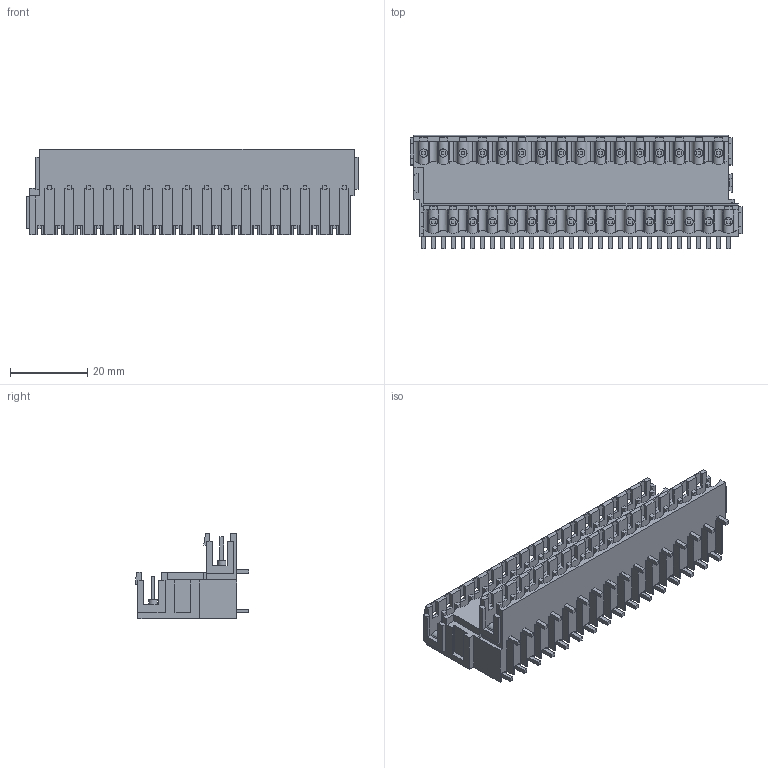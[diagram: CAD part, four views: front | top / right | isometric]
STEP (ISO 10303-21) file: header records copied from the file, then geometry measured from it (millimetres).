
FILE_DESCRIPTION(('CATIA V5 STEP Exchange','CAx-IF Rec.Pracs.--- Model Styling and Organization---1.2---2011-12-15'),'2;1');
FILE_NAME ('D1454986_0_1726420000_1726420000.stp','2017-09-26T13:19:28+00:00',('none'),('Weidmueller'),'CATIA Version 5-6 Release 2014','CATIA V5 STEP AP214','none');
FILE_SCHEMA(('AUTOMOTIVE_DESIGN { 1 0 10303 214 1 1 1 1 }'));
Length unit declared in the file: millimetre
Products named in the file (1): 1726420000
Bounding box: 85.78 x 29.41 x 22.16 mm (x, y, z)
Volume: 19077.2 mm3; surface area: 21987.5 mm2
Topology: 33 solids, 33 shells, 1221 faces, 4100 edges, 2851 vertices
Faces by surface type: plane 1015, cylinder 206
Entity records: 44073 total; most frequent: CARTESIAN_POINT 10745, ORIENTED_EDGE 8200, DIRECTION 5075, EDGE_CURVE 4100, VECTOR 3511, LINE 3511, VERTEX_POINT 2851, EDGE_LOOP 1287
